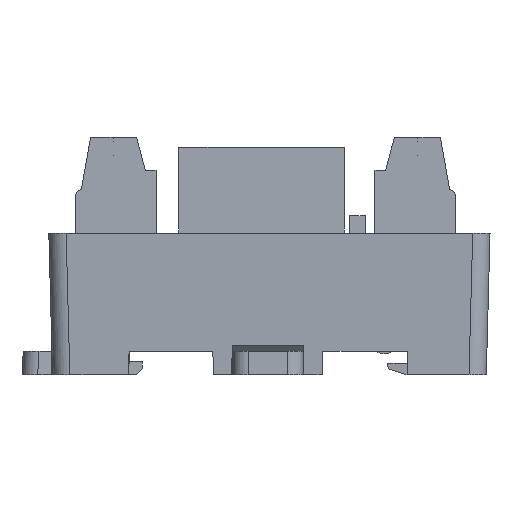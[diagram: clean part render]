
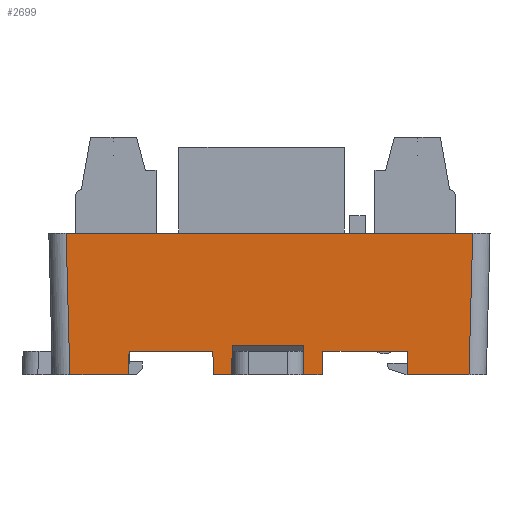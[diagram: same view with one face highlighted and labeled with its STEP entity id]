
A CAD part, left-side view. The second image highlights one B-rep face of the part: STEP entity #2699.
In plain terms, the highlighted planar face has unit normal (-1, 0, -0.026).
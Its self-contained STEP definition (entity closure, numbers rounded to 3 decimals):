
#1428=FACE_OUTER_BOUND('',#6096,.T.);
#2699=ADVANCED_FACE('',(#1428),#4130,.T.);
#4130=PLANE('',#26704);
#6096=EDGE_LOOP('',(#13522,#13523,#13524,#13525,#13526,#13527,#13528,#13529,
#13530,#13531,#13532,#13533,#13534,#13535,#13536,#13537));
#7984=LINE('',#35486,#10695);
#7996=LINE('',#35514,#10707);
#8058=LINE('',#35642,#10769);
#8059=LINE('',#35644,#10770);
#8060=LINE('',#35646,#10771);
#8061=LINE('',#35648,#10772);
#8062=LINE('',#35650,#10773);
#8063=LINE('',#35652,#10774);
#8064=LINE('',#35654,#10775);
#8065=LINE('',#35655,#10776);
#8066=LINE('',#35657,#10777);
#8067=LINE('',#35659,#10778);
#8068=LINE('',#35661,#10779);
#8069=LINE('',#35663,#10780);
#8070=LINE('',#35665,#10781);
#8071=LINE('',#35667,#10782);
#10695=VECTOR('',#28742,1.);
#10707=VECTOR('',#28758,1.);
#10769=VECTOR('',#28826,1.);
#10770=VECTOR('',#28827,1.);
#10771=VECTOR('',#28828,1.);
#10772=VECTOR('',#28829,1.);
#10773=VECTOR('',#28830,1.);
#10774=VECTOR('',#28831,1.);
#10775=VECTOR('',#28832,1.);
#10776=VECTOR('',#28833,1.);
#10777=VECTOR('',#28834,1.);
#10778=VECTOR('',#28835,1.);
#10779=VECTOR('',#28836,1.);
#10780=VECTOR('',#28837,1.);
#10781=VECTOR('',#28838,1.);
#10782=VECTOR('',#28839,1.);
#13522=ORIENTED_EDGE('',*,*,#23088,.T.);
#13523=ORIENTED_EDGE('',*,*,#23089,.T.);
#13524=ORIENTED_EDGE('',*,*,#23090,.T.);
#13525=ORIENTED_EDGE('',*,*,#23091,.F.);
#13526=ORIENTED_EDGE('',*,*,#23092,.T.);
#13527=ORIENTED_EDGE('',*,*,#23093,.T.);
#13528=ORIENTED_EDGE('',*,*,#23094,.F.);
#13529=ORIENTED_EDGE('',*,*,#23024,.T.);
#13530=ORIENTED_EDGE('',*,*,#23095,.F.);
#13531=ORIENTED_EDGE('',*,*,#23096,.T.);
#13532=ORIENTED_EDGE('',*,*,#23097,.F.);
#13533=ORIENTED_EDGE('',*,*,#23098,.T.);
#13534=ORIENTED_EDGE('',*,*,#23099,.F.);
#13535=ORIENTED_EDGE('',*,*,#23100,.T.);
#13536=ORIENTED_EDGE('',*,*,#23101,.T.);
#13537=ORIENTED_EDGE('',*,*,#23010,.T.);
#20586=VERTEX_POINT('',#35485);
#20587=VERTEX_POINT('',#35487);
#20600=VERTEX_POINT('',#35513);
#20601=VERTEX_POINT('',#35515);
#20664=VERTEX_POINT('',#35643);
#20665=VERTEX_POINT('',#35645);
#20666=VERTEX_POINT('',#35647);
#20667=VERTEX_POINT('',#35649);
#20668=VERTEX_POINT('',#35651);
#20669=VERTEX_POINT('',#35653);
#20670=VERTEX_POINT('',#35656);
#20671=VERTEX_POINT('',#35658);
#20672=VERTEX_POINT('',#35660);
#20673=VERTEX_POINT('',#35662);
#20674=VERTEX_POINT('',#35664);
#20675=VERTEX_POINT('',#35666);
#23010=EDGE_CURVE('',#20587,#20586,#7984,.T.);
#23024=EDGE_CURVE('',#20601,#20600,#7996,.T.);
#23088=EDGE_CURVE('',#20586,#20664,#8058,.T.);
#23089=EDGE_CURVE('',#20664,#20665,#8059,.T.);
#23090=EDGE_CURVE('',#20665,#20666,#8060,.T.);
#23091=EDGE_CURVE('',#20667,#20666,#8061,.T.);
#23092=EDGE_CURVE('',#20667,#20668,#8062,.T.);
#23093=EDGE_CURVE('',#20668,#20669,#8063,.T.);
#23094=EDGE_CURVE('',#20601,#20669,#8064,.T.);
#23095=EDGE_CURVE('',#20670,#20600,#8065,.T.);
#23096=EDGE_CURVE('',#20670,#20671,#8066,.T.);
#23097=EDGE_CURVE('',#20672,#20671,#8067,.T.);
#23098=EDGE_CURVE('',#20672,#20673,#8068,.T.);
#23099=EDGE_CURVE('',#20674,#20673,#8069,.T.);
#23100=EDGE_CURVE('',#20674,#20675,#8070,.T.);
#23101=EDGE_CURVE('',#20675,#20587,#8071,.T.);
#26704=AXIS2_PLACEMENT_3D('',#35668,#28840,#28841);
#28742=DIRECTION('',(0.,-1.,0.));
#28758=DIRECTION('',(0.,-1.,0.));
#28826=DIRECTION('',(0.026,-0.017,-1.));
#28827=DIRECTION('',(0.,-1.,0.));
#28828=DIRECTION('',(-0.026,-0.026,0.999));
#28829=DIRECTION('',(0.,-1.,0.));
#28830=DIRECTION('',(0.026,-0.026,-0.999));
#28831=DIRECTION('',(0.,-1.,0.));
#28832=DIRECTION('',(0.026,0.017,-1.));
#28833=DIRECTION('',(-0.026,0.035,0.999));
#28834=DIRECTION('',(0.,-1.,0.));
#28835=DIRECTION('',(0.026,0.009,-1.));
#28836=DIRECTION('',(0.,-1.,0.));
#28837=DIRECTION('',(-0.026,0.009,1.));
#28838=DIRECTION('',(0.,-1.,0.));
#28839=DIRECTION('',(-0.026,-0.035,0.999));
#28840=DIRECTION('',(-1.,0.,-0.026));
#28841=DIRECTION('',(0.026,0.,-1.));
#35485=CARTESIAN_POINT('',(-280.118,256.707,171.75));
#35486=CARTESIAN_POINT('',(-280.118,274.457,171.75));
#35487=CARTESIAN_POINT('',(-280.118,267.457,171.75));
#35513=CARTESIAN_POINT('',(-280.118,281.457,171.75));
#35514=CARTESIAN_POINT('',(-280.118,274.457,171.75));
#35515=CARTESIAN_POINT('',(-280.118,292.107,171.75));
#35642=CARTESIAN_POINT('',(-280.519,256.974,187.044));
#35643=CARTESIAN_POINT('',(-280.04,256.655,168.75));
#35644=CARTESIAN_POINT('',(-280.04,273.957,168.75));
#35645=CARTESIAN_POINT('',(-280.04,248.877,168.75));
#35646=CARTESIAN_POINT('',(-280.494,248.423,186.09));
#35647=CARTESIAN_POINT('',(-280.511,248.406,186.75));
#35648=CARTESIAN_POINT('',(-280.511,273.957,186.75));
#35649=CARTESIAN_POINT('',(-280.511,300.108,186.75));
#35650=CARTESIAN_POINT('',(-280.494,300.09,186.09));
#35651=CARTESIAN_POINT('',(-280.04,299.636,168.75));
#35652=CARTESIAN_POINT('',(-280.04,274.457,168.75));
#35653=CARTESIAN_POINT('',(-280.04,292.159,168.75));
#35654=CARTESIAN_POINT('',(-280.087,292.128,170.546));
#35655=CARTESIAN_POINT('',(-280.087,281.415,170.548));
#35656=CARTESIAN_POINT('',(-280.04,281.352,168.75));
#35657=CARTESIAN_POINT('',(-280.04,274.457,168.75));
#35658=CARTESIAN_POINT('',(-280.04,279.033,168.75));
#35659=CARTESIAN_POINT('',(-280.512,278.876,186.79));
#35660=CARTESIAN_POINT('',(-280.137,279.001,172.476));
#35661=CARTESIAN_POINT('',(-280.137,65.012,172.476));
#35662=CARTESIAN_POINT('',(-280.137,269.913,172.476));
#35663=CARTESIAN_POINT('',(-280.512,270.038,186.782));
#35664=CARTESIAN_POINT('',(-280.04,269.881,168.75));
#35665=CARTESIAN_POINT('',(-280.04,274.457,168.75));
#35666=CARTESIAN_POINT('',(-280.04,267.562,168.75));
#35667=CARTESIAN_POINT('',(-280.505,266.942,186.503));
#35668=CARTESIAN_POINT('',(-280.511,273.957,186.747));
